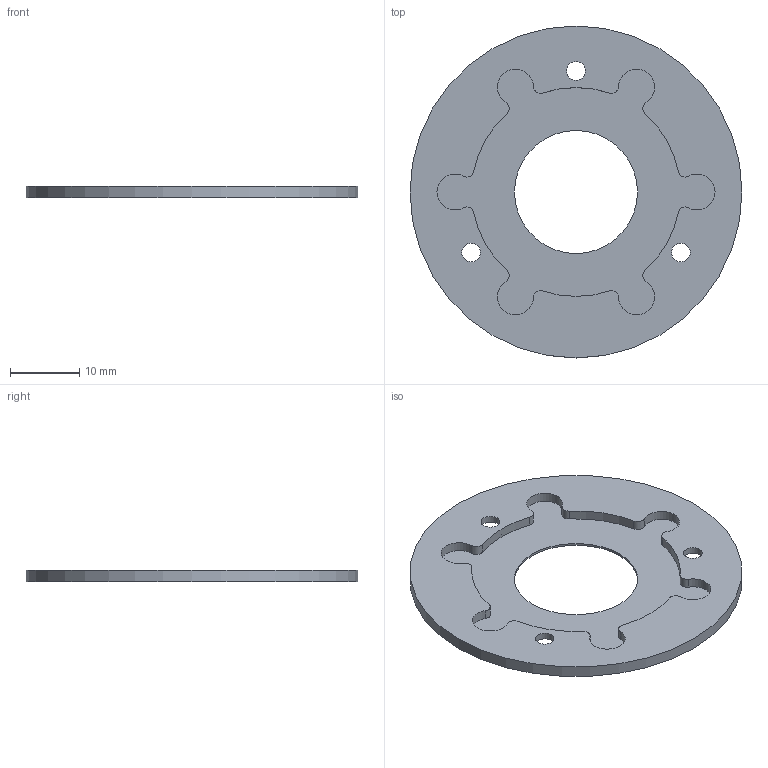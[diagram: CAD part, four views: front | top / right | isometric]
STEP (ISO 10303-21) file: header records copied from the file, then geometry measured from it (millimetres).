
FILE_DESCRIPTION(('FreeCAD Model'),'2;1');
FILE_NAME('Open CASCADE Shape Model','2024-07-18T17:14:56',(''),(''), 'Open CASCADE STEP processor 7.7','FreeCAD','Unknown');
FILE_SCHEMA(('AUTOMOTIVE_DESIGN { 1 0 10303 214 1 1 1 1 }'));
Length unit declared in the file: millimetre
Products named in the file (3): Part; LCS_Origin; Body
Assembly tree (2 placements, depth 2):
  Part
    LCS_Origin
    Body
Bounding box: 48 x 48 x 1.7 mm (x, y, z)
Volume: 1757.2 mm3; surface area: 3621 mm2
Topology: 1 solids, 1 shells, 38 faces, 96 edges, 64 vertices
Faces by surface type: cylinder 32, plane 6
Full cylindrical faces by diameter (mm): 2.7 x3, 4.7 x3, 17.8 x1, 48 x1
Entity records: 1258 total; most frequent: DIRECTION 242, CARTESIAN_POINT 201, ORIENTED_EDGE 192, AXIS2_PLACEMENT_3D 105, EDGE_CURVE 96, VERTEX_POINT 64, CIRCLE 64, FACE_BOUND 50
